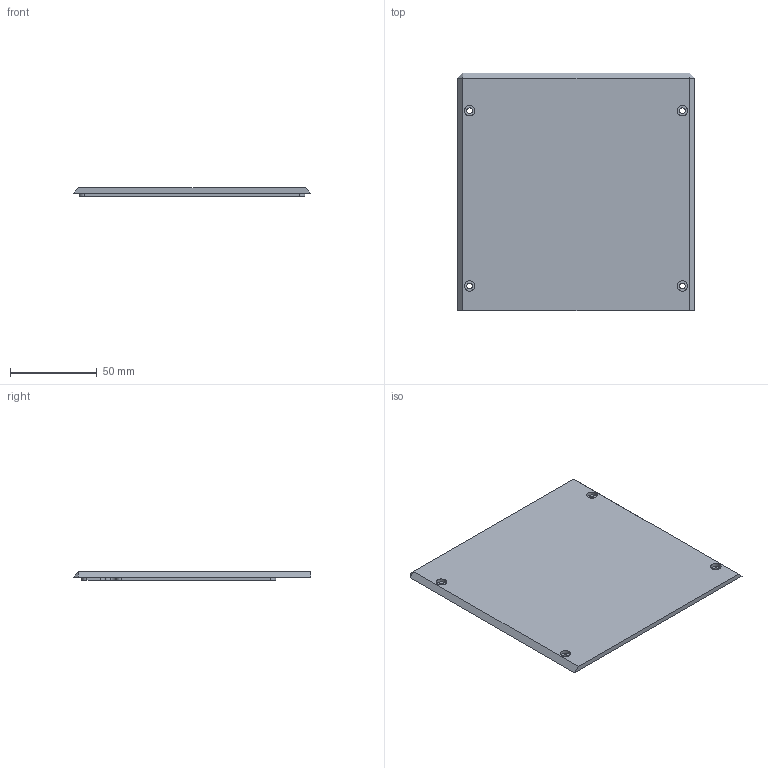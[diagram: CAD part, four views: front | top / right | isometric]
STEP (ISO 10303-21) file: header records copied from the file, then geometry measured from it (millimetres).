
FILE_DESCRIPTION (( 'STEP AP203' ), '1' );
FILE_NAME ('JGW-E1504469-v0.STEP', '2015-11-09T00:01:04', ( 'you' ), ( 'Hewlett-Packard' ), 'SwSTEP 2.0', 'SolidWorks 2013', '' );
FILE_SCHEMA (( 'CONFIG_CONTROL_DESIGN' ));
Length unit declared in the file: millimetre
Products named in the file (1): JGW-E1504469-v0
Bounding box: 136.4 x 137.1 x 4.78 mm (x, y, z)
Volume: 79642.2 mm3; surface area: 39315.6 mm2
Topology: 1 solids, 1 shells, 50 faces, 127 edges, 84 vertices
Faces by surface type: cylinder 27, plane 23
Entity records: 1622 total; most frequent: DIRECTION 283, CARTESIAN_POINT 262, ORIENTED_EDGE 254, EDGE_CURVE 127, AXIS2_PLACEMENT_3D 105, VERTEX_POINT 84, LINE 73, VECTOR 73
